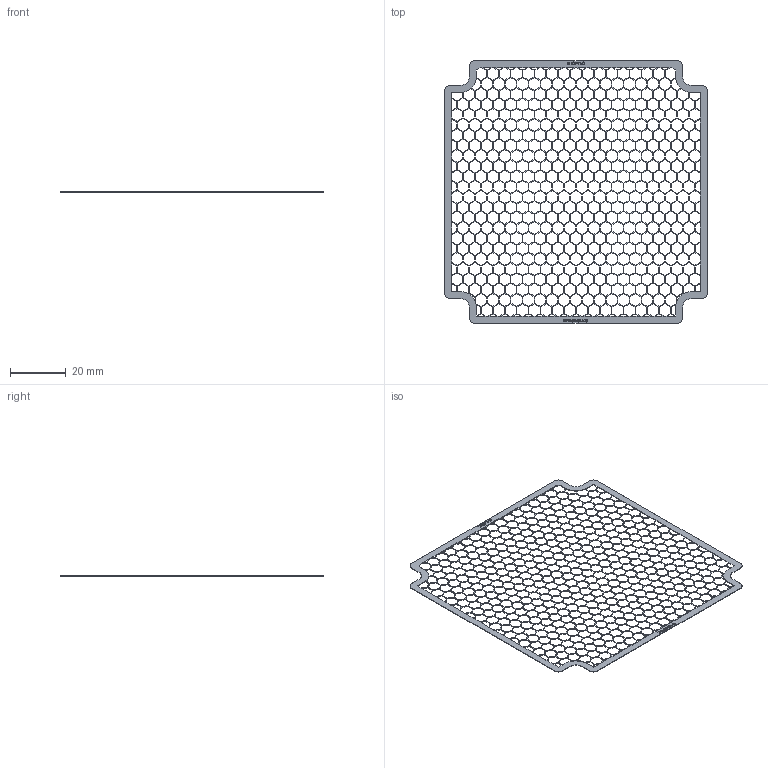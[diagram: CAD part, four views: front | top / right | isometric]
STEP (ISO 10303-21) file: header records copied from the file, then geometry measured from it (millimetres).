
FILE_DESCRIPTION (( 'STEP AP214' ), '1' );
FILE_NAME ('LEB-92-SE-40.STEP', '2013-05-16T11:00:38', ( '' ), ( '' ), 'SwSTEP 2.0', 'SolidWorks 2013', '' );
FILE_SCHEMA (( 'AUTOMOTIVE_DESIGN' ));
Length unit declared in the file: millimetre
Products named in the file (1): LEB-92-SE-40
Bounding box: 94 x 94 x 0.2 mm (x, y, z)
Volume: 352.3 mm3; surface area: 5008.9 mm2
Topology: 1 solids, 1 shells, 3451 faces, 10269 edges, 6846 vertices
Faces by surface type: plane 3248, bspline 175, cylinder 28
Entity records: 116523 total; most frequent: CARTESIAN_POINT 22842, ORIENTED_EDGE 20538, DIRECTION 16529, EDGE_CURVE 10269, VECTOR 9863, LINE 9863, VERTEX_POINT 6846, EDGE_LOOP 4547
